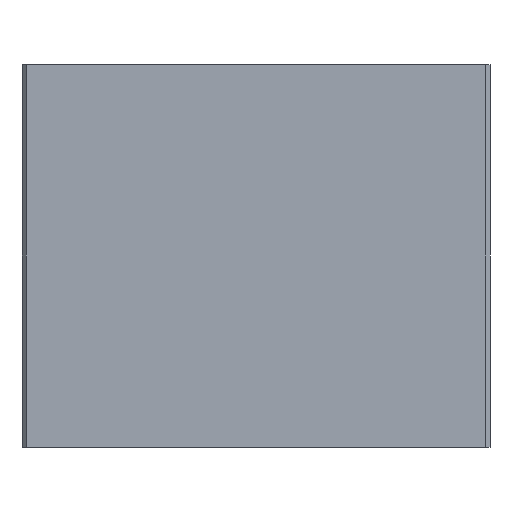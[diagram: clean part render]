
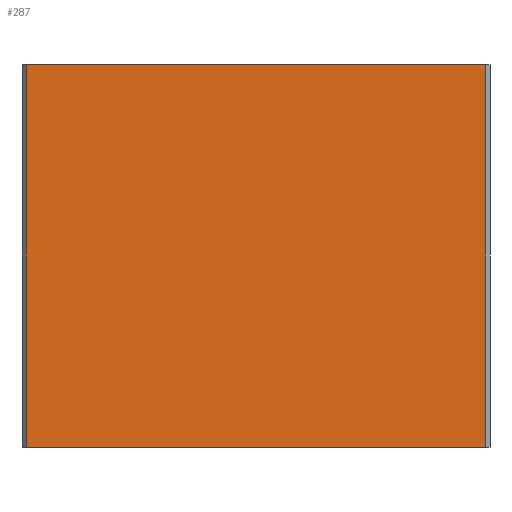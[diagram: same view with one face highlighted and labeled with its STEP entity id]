
A CAD part, left-side view. The second image highlights one B-rep face of the part: STEP entity #287.
In plain terms, the highlighted planar face has unit normal (-1, 0, 0).
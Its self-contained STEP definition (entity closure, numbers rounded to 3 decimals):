
#35=FACE_OUTER_BOUND('',#51,.T.);
#51=EDGE_LOOP('',(#197,#198,#199,#200));
#71=LINE('',#440,#101);
#72=LINE('',#442,#102);
#73=LINE('',#444,#103);
#74=LINE('',#445,#104);
#101=VECTOR('',#356,1.);
#102=VECTOR('',#357,1.);
#103=VECTOR('',#358,1.);
#104=VECTOR('',#359,1.);
#131=VERTEX_POINT('',#438);
#132=VERTEX_POINT('',#439);
#133=VERTEX_POINT('',#441);
#134=VERTEX_POINT('',#443);
#157=EDGE_CURVE('',#131,#132,#71,.T.);
#158=EDGE_CURVE('',#132,#133,#72,.T.);
#159=EDGE_CURVE('',#134,#133,#73,.T.);
#160=EDGE_CURVE('',#134,#131,#74,.T.);
#197=ORIENTED_EDGE('',*,*,#157,.T.);
#198=ORIENTED_EDGE('',*,*,#158,.T.);
#199=ORIENTED_EDGE('',*,*,#159,.F.);
#200=ORIENTED_EDGE('',*,*,#160,.T.);
#277=PLANE('',#326);
#287=ADVANCED_FACE('',(#35),#277,.F.);
#326=AXIS2_PLACEMENT_3D('',#437,#354,#355);
#354=DIRECTION('center_axis',(1.,0.,0.));
#355=DIRECTION('ref_axis',(0.,0.,-1.));
#356=DIRECTION('',(0.,-1.,0.));
#357=DIRECTION('',(0.,0.,1.));
#358=DIRECTION('',(0.,-1.,0.));
#359=DIRECTION('',(0.,0.,-1.));
#437=CARTESIAN_POINT('Origin',(0.,55.,45.));
#438=CARTESIAN_POINT('',(0.,54.5,0.));
#439=CARTESIAN_POINT('',(0.,0.5,0.));
#440=CARTESIAN_POINT('',(0.,55.,0.));
#441=CARTESIAN_POINT('',(0.,0.5,45.));
#442=CARTESIAN_POINT('',(0.,0.5,45.));
#443=CARTESIAN_POINT('',(0.,54.5,45.));
#444=CARTESIAN_POINT('',(0.,55.,45.));
#445=CARTESIAN_POINT('',(0.,54.5,45.));
